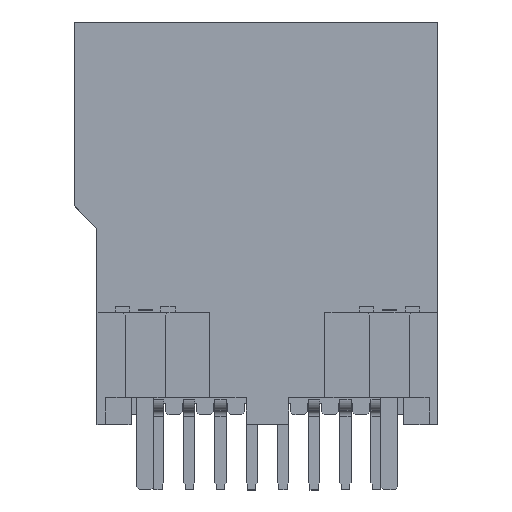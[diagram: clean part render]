
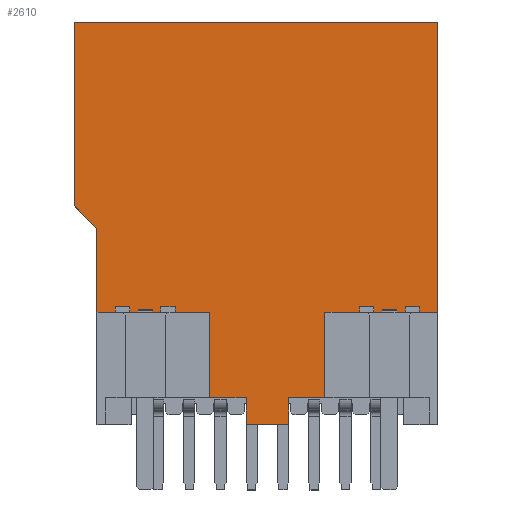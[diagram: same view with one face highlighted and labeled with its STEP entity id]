
A CAD part, top view. The second image highlights one B-rep face of the part: STEP entity #2610.
In plain terms, the highlighted planar face has unit normal (0, 0, 1).
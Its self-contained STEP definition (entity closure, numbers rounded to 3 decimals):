
#52 = CARTESIAN_POINT ( 'NONE',  ( -50.791, 20.083, 23.781 ) ) ;
#179 = CARTESIAN_POINT ( 'NONE',  ( -50.791, 20.083, 23.781 ) ) ;
#194 = CARTESIAN_POINT ( 'NONE',  ( -56.041, 6.858, 23.781 ) ) ;
#286 = EDGE_CURVE ( 'NONE', #11819, #2730, #9264, .T. ) ;
#411 = EDGE_CURVE ( 'NONE', #8442, #11573, #9043, .T. ) ;
#441 = CARTESIAN_POINT ( 'NONE',  ( -54.766, 6.858, 23.781 ) ) ;
#444 = DIRECTION ( 'NONE',  ( 0., -1., 0. ) ) ;
#658 = ORIENTED_EDGE ( 'NONE', *, *, #4593, .T. ) ;
#675 = DIRECTION ( 'NONE',  ( 1., 0., 0. ) ) ;
#775 = VECTOR ( 'NONE', #444, 1000. ) ;
#808 = LINE ( 'NONE', #15683, #4127 ) ;
#1075 = LINE ( 'NONE', #179, #7726 ) ;
#1405 = ORIENTED_EDGE ( 'NONE', *, *, #16083, .F. ) ;
#1509 = VECTOR ( 'NONE', #11461, 1000. ) ;
#1632 = DIRECTION ( 'NONE',  ( -1., 0., 0. ) ) ;
#1933 = CARTESIAN_POINT ( 'NONE',  ( -57.541, 5.908, 23.781 ) ) ;
#1971 = LINE ( 'NONE', #6333, #8617 ) ;
#1978 = CARTESIAN_POINT ( 'NONE',  ( -54.766, 9.858, 23.781 ) ) ;
#2158 = VECTOR ( 'NONE', #8161, 1000. ) ;
#2307 = CARTESIAN_POINT ( 'NONE',  ( -61.591, 6.858, 23.781 ) ) ;
#2610 = ADVANCED_FACE ( 'NONE', ( #10988 ), #7019, .F. ) ;
#2730 = VERTEX_POINT ( 'NONE', #12804 ) ;
#2862 = CARTESIAN_POINT ( 'NONE',  ( -63.591, 20.083, 23.781 ) ) ;
#3073 = EDGE_CURVE ( 'NONE', #3295, #14567, #1971, .T. ) ;
#3295 = VERTEX_POINT ( 'NONE', #8353 ) ;
#3300 = DIRECTION ( 'NONE',  ( 0., 1., 0. ) ) ;
#3635 = ORIENTED_EDGE ( 'NONE', *, *, #286, .F. ) ;
#4127 = VECTOR ( 'NONE', #675, 1000. ) ;
#4312 = DIRECTION ( 'NONE',  ( 0., 1., 0. ) ) ;
#4593 = EDGE_CURVE ( 'NONE', #11819, #8174, #9931, .T. ) ;
#4708 = VECTOR ( 'NONE', #9791, 1000. ) ;
#4735 = VECTOR ( 'NONE', #1632, 1000. ) ;
#4750 = LINE ( 'NONE', #4808, #11019 ) ;
#4772 = VERTEX_POINT ( 'NONE', #2862 ) ;
#4808 = CARTESIAN_POINT ( 'NONE',  ( -54.766, 6.258, 23.781 ) ) ;
#4986 = ORIENTED_EDGE ( 'NONE', *, *, #14467, .F. ) ;
#5164 = CARTESIAN_POINT ( 'NONE',  ( -63.591, 20.083, 23.781 ) ) ;
#5263 = DIRECTION ( 'NONE',  ( -1., 0., 0. ) ) ;
#5401 = CARTESIAN_POINT ( 'NONE',  ( -63.091, 20.083, 23.781 ) ) ;
#5460 = LINE ( 'NONE', #5401, #15458 ) ;
#5557 = ORIENTED_EDGE ( 'NONE', *, *, #9913, .F. ) ;
#5650 = CARTESIAN_POINT ( 'NONE',  ( -56.041, 5.908, 23.781 ) ) ;
#5837 = EDGE_CURVE ( 'NONE', #8442, #14836, #808, .T. ) ;
#6036 = ORIENTED_EDGE ( 'NONE', *, *, #3073, .T. ) ;
#6183 = LINE ( 'NONE', #7685, #15802 ) ;
#6313 = EDGE_CURVE ( 'NONE', #14567, #10948, #14096, .T. ) ;
#6333 = CARTESIAN_POINT ( 'NONE',  ( -63.591, 13.608, 23.781 ) ) ;
#6956 = VECTOR ( 'NONE', #3300, 1000. ) ;
#7019 = PLANE ( 'NONE',  #15621 ) ;
#7158 = ORIENTED_EDGE ( 'NONE', *, *, #10370, .T. ) ;
#7612 = ORIENTED_EDGE ( 'NONE', *, *, #11845, .T. ) ;
#7685 = CARTESIAN_POINT ( 'NONE',  ( -62.791, 9.858, 23.781 ) ) ;
#7726 = VECTOR ( 'NONE', #10186, 1000. ) ;
#8066 = LINE ( 'NONE', #9128, #4735 ) ;
#8080 = CARTESIAN_POINT ( 'NONE',  ( -58.816, 9.858, 23.781 ) ) ;
#8161 = DIRECTION ( 'NONE',  ( -1., 0., 0. ) ) ;
#8164 = EDGE_CURVE ( 'NONE', #11573, #10948, #6183, .T. ) ;
#8174 = VERTEX_POINT ( 'NONE', #194 ) ;
#8353 = CARTESIAN_POINT ( 'NONE',  ( -63.591, 13.608, 23.781 ) ) ;
#8382 = VERTEX_POINT ( 'NONE', #15801 ) ;
#8442 = VERTEX_POINT ( 'NONE', #15910 ) ;
#8617 = VECTOR ( 'NONE', #15018, 1000. ) ;
#8660 = ORIENTED_EDGE ( 'NONE', *, *, #6313, .T. ) ;
#8674 = ORIENTED_EDGE ( 'NONE', *, *, #411, .F. ) ;
#8958 = DIRECTION ( 'NONE',  ( -1., 0., 0. ) ) ;
#9043 = LINE ( 'NONE', #8080, #10408 ) ;
#9128 = CARTESIAN_POINT ( 'NONE',  ( -54.766, 9.858, 23.781 ) ) ;
#9264 = LINE ( 'NONE', #1933, #2158 ) ;
#9294 = VERTEX_POINT ( 'NONE', #52 ) ;
#9791 = DIRECTION ( 'NONE',  ( 1., 0., 0. ) ) ;
#9913 = EDGE_CURVE ( 'NONE', #2730, #14836, #14437, .T. ) ;
#9929 = LINE ( 'NONE', #5164, #13275 ) ;
#9931 = LINE ( 'NONE', #5650, #6956 ) ;
#10012 = ORIENTED_EDGE ( 'NONE', *, *, #5837, .T. ) ;
#10070 = CARTESIAN_POINT ( 'NONE',  ( -57.541, 6.858, 23.781 ) ) ;
#10186 = DIRECTION ( 'NONE',  ( 0., 1., 0. ) ) ;
#10370 = EDGE_CURVE ( 'NONE', #8382, #9294, #1075, .T. ) ;
#10408 = VECTOR ( 'NONE', #4312, 1000. ) ;
#10449 = CARTESIAN_POINT ( 'NONE',  ( -62.791, 12.808, 23.781 ) ) ;
#10685 = CARTESIAN_POINT ( 'NONE',  ( -58.816, 9.858, 23.781 ) ) ;
#10948 = VERTEX_POINT ( 'NONE', #15595 ) ;
#10988 = FACE_OUTER_BOUND ( 'NONE', #15933, .T. ) ;
#11019 = VECTOR ( 'NONE', #13572, 1000. ) ;
#11374 = LINE ( 'NONE', #2307, #4708 ) ;
#11406 = CARTESIAN_POINT ( 'NONE',  ( -57.541, 5.908, 23.781 ) ) ;
#11461 = DIRECTION ( 'NONE',  ( 0., 1., 0. ) ) ;
#11573 = VERTEX_POINT ( 'NONE', #10685 ) ;
#11603 = VERTEX_POINT ( 'NONE', #1978 ) ;
#11810 = CARTESIAN_POINT ( 'NONE',  ( -62.791, 12.808, 23.781 ) ) ;
#11819 = VERTEX_POINT ( 'NONE', #12268 ) ;
#11845 = EDGE_CURVE ( 'NONE', #8174, #15042, #11374, .T. ) ;
#12260 = ORIENTED_EDGE ( 'NONE', *, *, #14238, .F. ) ;
#12268 = CARTESIAN_POINT ( 'NONE',  ( -56.041, 5.908, 23.781 ) ) ;
#12542 = CARTESIAN_POINT ( 'NONE',  ( 0., 0., 23.781 ) ) ;
#12672 = DIRECTION ( 'NONE',  ( 0., 1., 0. ) ) ;
#12803 = EDGE_CURVE ( 'NONE', #9294, #4772, #5460, .T. ) ;
#12804 = CARTESIAN_POINT ( 'NONE',  ( -57.541, 5.908, 23.781 ) ) ;
#13275 = VECTOR ( 'NONE', #12672, 1000. ) ;
#13572 = DIRECTION ( 'NONE',  ( 0., -1., 0. ) ) ;
#14096 = LINE ( 'NONE', #10449, #775 ) ;
#14238 = EDGE_CURVE ( 'NONE', #11603, #15042, #4750, .T. ) ;
#14437 = LINE ( 'NONE', #11406, #1509 ) ;
#14467 = EDGE_CURVE ( 'NONE', #8382, #11603, #8066, .T. ) ;
#14567 = VERTEX_POINT ( 'NONE', #11810 ) ;
#14585 = DIRECTION ( 'NONE',  ( 0., 0., -1. ) ) ;
#14682 = ORIENTED_EDGE ( 'NONE', *, *, #8164, .F. ) ;
#14836 = VERTEX_POINT ( 'NONE', #10070 ) ;
#15018 = DIRECTION ( 'NONE',  ( 0.707, -0.707, 0. ) ) ;
#15042 = VERTEX_POINT ( 'NONE', #441 ) ;
#15161 = ORIENTED_EDGE ( 'NONE', *, *, #12803, .T. ) ;
#15430 = DIRECTION ( 'NONE',  ( -1., 0., 0. ) ) ;
#15458 = VECTOR ( 'NONE', #15430, 1000. ) ;
#15595 = CARTESIAN_POINT ( 'NONE',  ( -62.791, 9.858, 23.781 ) ) ;
#15621 = AXIS2_PLACEMENT_3D ( 'NONE', #12542, #14585, #5263 ) ;
#15683 = CARTESIAN_POINT ( 'NONE',  ( -61.591, 6.858, 23.781 ) ) ;
#15801 = CARTESIAN_POINT ( 'NONE',  ( -50.791, 9.858, 23.781 ) ) ;
#15802 = VECTOR ( 'NONE', #8958, 1000. ) ;
#15910 = CARTESIAN_POINT ( 'NONE',  ( -58.816, 6.858, 23.781 ) ) ;
#15933 = EDGE_LOOP ( 'NONE', ( #8674, #10012, #5557, #3635, #658, #7612, #12260, #4986, #7158, #15161, #1405, #6036, #8660, #14682 ) ) ;
#16083 = EDGE_CURVE ( 'NONE', #3295, #4772, #9929, .T. ) ;
